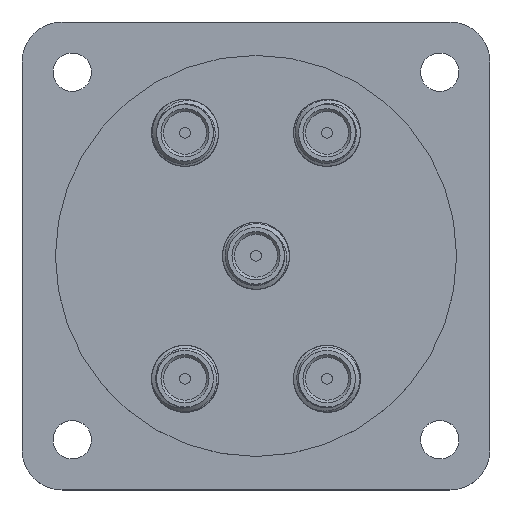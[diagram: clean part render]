
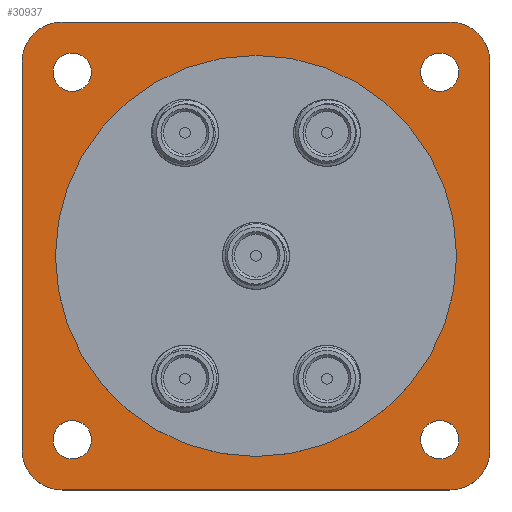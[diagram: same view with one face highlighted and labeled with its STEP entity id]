
A CAD part, top view. The second image highlights one B-rep face of the part: STEP entity #30937.
In plain terms, the highlighted planar face has unit normal (0, 0, 1).
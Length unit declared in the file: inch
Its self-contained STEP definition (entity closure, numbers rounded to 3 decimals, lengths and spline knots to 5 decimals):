
#334 = LINE ( 'NONE', #22082, #21780 ) ;
#630 = CIRCLE ( 'NONE', #22900, 0.15 ) ;
#970 = VERTEX_POINT ( 'NONE', #16347 ) ;
#1488 = ORIENTED_EDGE ( 'NONE', *, *, #11551, .T. ) ;
#1492 = VERTEX_POINT ( 'NONE', #26878 ) ;
#1981 = CARTESIAN_POINT ( 'NONE',  ( 0.875, 0.725, -0.09 ) ) ;
#2081 = VERTEX_POINT ( 'NONE', #12312 ) ;
#2178 = CARTESIAN_POINT ( 'NONE',  ( -0.687, -0.687, -0.09 ) ) ;
#2192 = EDGE_CURVE ( 'NONE', #6469, #11292, #334, .T. ) ;
#2217 = VERTEX_POINT ( 'NONE', #29897 ) ;
#2454 = CIRCLE ( 'NONE', #11764, 0.072 ) ;
#2705 = CARTESIAN_POINT ( 'NONE',  ( -0.725, -0.725, -0.09 ) ) ;
#2831 = ORIENTED_EDGE ( 'NONE', *, *, #11093, .T. ) ;
#2968 = FACE_BOUND ( 'NONE', #31298, .T. ) ;
#3123 = EDGE_CURVE ( 'NONE', #17598, #17598, #19728, .T. ) ;
#3711 = VERTEX_POINT ( 'NONE', #3874 ) ;
#3874 = CARTESIAN_POINT ( 'NONE',  ( 0.759, -0.687, -0.09 ) ) ;
#4099 = DIRECTION ( 'NONE',  ( 0., 0., 1. ) ) ;
#4228 = VERTEX_POINT ( 'NONE', #1981 ) ;
#4594 = CIRCLE ( 'NONE', #24249, 0.15 ) ;
#5084 = PLANE ( 'NONE',  #5596 ) ;
#5182 = LINE ( 'NONE', #15213, #25303 ) ;
#5462 = DIRECTION ( 'NONE',  ( -1., 0., 0. ) ) ;
#5534 = CIRCLE ( 'NONE', #27832, 0.15 ) ;
#5596 = AXIS2_PLACEMENT_3D ( 'NONE', #10088, #30377, #25022 ) ;
#6175 = EDGE_LOOP ( 'NONE', ( #1488, #18988, #11623, #28306, #17602, #6345, #25970, #2831 ) ) ;
#6228 = AXIS2_PLACEMENT_3D ( 'NONE', #13602, #6621, #16528 ) ;
#6345 = ORIENTED_EDGE ( 'NONE', *, *, #18418, .T. ) ;
#6469 = VERTEX_POINT ( 'NONE', #16742 ) ;
#6621 = DIRECTION ( 'NONE',  ( 0., 0., 1. ) ) ;
#6794 = EDGE_CURVE ( 'NONE', #4228, #2217, #5534, .T. ) ;
#7008 = DIRECTION ( 'NONE',  ( -1., 0., 0. ) ) ;
#7329 = DIRECTION ( 'NONE',  ( 0., 1., 0. ) ) ;
#7817 = ORIENTED_EDGE ( 'NONE', *, *, #23337, .F. ) ;
#7946 = FACE_BOUND ( 'NONE', #26431, .T. ) ;
#8156 = AXIS2_PLACEMENT_3D ( 'NONE', #19211, #24215, #7008 ) ;
#8315 = VERTEX_POINT ( 'NONE', #23090 ) ;
#8899 = DIRECTION ( 'NONE',  ( 0., 0., 1. ) ) ;
#9129 = CARTESIAN_POINT ( 'NONE',  ( -0.725, -0.875, -0.09 ) ) ;
#9494 = VECTOR ( 'NONE', #7329, 39.37008 ) ;
#10088 = CARTESIAN_POINT ( 'NONE',  ( 0., 0., -0.09 ) ) ;
#10497 = ORIENTED_EDGE ( 'NONE', *, *, #29726, .F. ) ;
#11093 = EDGE_CURVE ( 'NONE', #11292, #29803, #4594, .T. ) ;
#11292 = VERTEX_POINT ( 'NONE', #19981 ) ;
#11468 = DIRECTION ( 'NONE',  ( 0., 0., 1. ) ) ;
#11551 = EDGE_CURVE ( 'NONE', #29803, #970, #5182, .T. ) ;
#11582 = EDGE_LOOP ( 'NONE', ( #13974 ) ) ;
#11623 = ORIENTED_EDGE ( 'NONE', *, *, #20522, .T. ) ;
#11764 = AXIS2_PLACEMENT_3D ( 'NONE', #2178, #19067, #26854 ) ;
#11890 = EDGE_CURVE ( 'NONE', #970, #8315, #24798, .T. ) ;
#12312 = CARTESIAN_POINT ( 'NONE',  ( -0.75, 0., -0.09 ) ) ;
#12535 = FACE_BOUND ( 'NONE', #11582, .T. ) ;
#12693 = FACE_BOUND ( 'NONE', #22385, .T. ) ;
#12857 = FACE_BOUND ( 'NONE', #16036, .T. ) ;
#13029 = CARTESIAN_POINT ( 'NONE',  ( -0.615, 0.687, -0.09 ) ) ;
#13594 = VERTEX_POINT ( 'NONE', #30963 ) ;
#13602 = CARTESIAN_POINT ( 'NONE',  ( -0.687, 0.687, -0.09 ) ) ;
#13630 = CIRCLE ( 'NONE', #26066, 0.072 ) ;
#13761 = ORIENTED_EDGE ( 'NONE', *, *, #31844, .F. ) ;
#13974 = ORIENTED_EDGE ( 'NONE', *, *, #19897, .F. ) ;
#14210 = CIRCLE ( 'NONE', #26658, 0.072 ) ;
#14790 = FACE_OUTER_BOUND ( 'NONE', #6175, .T. ) ;
#15213 = CARTESIAN_POINT ( 'NONE',  ( -0.875, -0.875, -0.09 ) ) ;
#16036 = EDGE_LOOP ( 'NONE', ( #20813 ) ) ;
#16347 = CARTESIAN_POINT ( 'NONE',  ( 0.725, -0.875, -0.09 ) ) ;
#16528 = DIRECTION ( 'NONE',  ( 1., 0., 0. ) ) ;
#16685 = CARTESIAN_POINT ( 'NONE',  ( -0.725, 0.725, -0.09 ) ) ;
#16742 = CARTESIAN_POINT ( 'NONE',  ( -0.875, 0.725, -0.09 ) ) ;
#17033 = DIRECTION ( 'NONE',  ( 0., 0., 1. ) ) ;
#17598 = VERTEX_POINT ( 'NONE', #13029 ) ;
#17602 = ORIENTED_EDGE ( 'NONE', *, *, #27970, .T. ) ;
#18100 = DIRECTION ( 'NONE',  ( -1., 0., 0. ) ) ;
#18418 = EDGE_CURVE ( 'NONE', #1492, #6469, #630, .T. ) ;
#18846 = DIRECTION ( 'NONE',  ( -1., 0., 0. ) ) ;
#18849 = DIRECTION ( 'NONE',  ( 1., 0., 0. ) ) ;
#18988 = ORIENTED_EDGE ( 'NONE', *, *, #11890, .T. ) ;
#19067 = DIRECTION ( 'NONE',  ( 0., 0., 1. ) ) ;
#19211 = CARTESIAN_POINT ( 'NONE',  ( 0., 0., -0.09 ) ) ;
#19728 = CIRCLE ( 'NONE', #6228, 0.072 ) ;
#19894 = DIRECTION ( 'NONE',  ( 0., 0., 1. ) ) ;
#19897 = EDGE_CURVE ( 'NONE', #3711, #3711, #13630, .T. ) ;
#19981 = CARTESIAN_POINT ( 'NONE',  ( -0.875, -0.725, -0.09 ) ) ;
#20522 = EDGE_CURVE ( 'NONE', #8315, #4228, #26998, .T. ) ;
#20813 = ORIENTED_EDGE ( 'NONE', *, *, #3123, .F. ) ;
#20904 = DIRECTION ( 'NONE',  ( 1., 0., 0. ) ) ;
#20989 = CARTESIAN_POINT ( 'NONE',  ( -0.875, 0.875, -0.09 ) ) ;
#21119 = CARTESIAN_POINT ( 'NONE',  ( 0.687, 0.687, -0.09 ) ) ;
#21169 = AXIS2_PLACEMENT_3D ( 'NONE', #30902, #23420, #28493 ) ;
#21780 = VECTOR ( 'NONE', #31810, 39.37008 ) ;
#22082 = CARTESIAN_POINT ( 'NONE',  ( -0.875, -0.875, -0.09 ) ) ;
#22215 = CARTESIAN_POINT ( 'NONE',  ( -0.615, -0.687, -0.09 ) ) ;
#22385 = EDGE_LOOP ( 'NONE', ( #13761 ) ) ;
#22900 = AXIS2_PLACEMENT_3D ( 'NONE', #16685, #17033, #26758 ) ;
#23090 = CARTESIAN_POINT ( 'NONE',  ( 0.875, -0.725, -0.09 ) ) ;
#23337 = EDGE_CURVE ( 'NONE', #13594, #13594, #14210, .T. ) ;
#23420 = DIRECTION ( 'NONE',  ( 0., 0., 1. ) ) ;
#24215 = DIRECTION ( 'NONE',  ( 0., 0., 1. ) ) ;
#24249 = AXIS2_PLACEMENT_3D ( 'NONE', #2705, #19894, #18846 ) ;
#24798 = CIRCLE ( 'NONE', #21169, 0.15 ) ;
#24960 = DIRECTION ( 'NONE',  ( 1., 0., 0. ) ) ;
#25022 = DIRECTION ( 'NONE',  ( 0., -1., 0. ) ) ;
#25232 = LINE ( 'NONE', #20989, #30396 ) ;
#25303 = VECTOR ( 'NONE', #24960, 39.37008 ) ;
#25970 = ORIENTED_EDGE ( 'NONE', *, *, #2192, .T. ) ;
#26066 = AXIS2_PLACEMENT_3D ( 'NONE', #28549, #11468, #20904 ) ;
#26310 = CARTESIAN_POINT ( 'NONE',  ( 0.725, 0.725, -0.09 ) ) ;
#26431 = EDGE_LOOP ( 'NONE', ( #7817 ) ) ;
#26658 = AXIS2_PLACEMENT_3D ( 'NONE', #21119, #8899, #18849 ) ;
#26758 = DIRECTION ( 'NONE',  ( -1., 0., 0. ) ) ;
#26854 = DIRECTION ( 'NONE',  ( 1., 0., 0. ) ) ;
#26878 = CARTESIAN_POINT ( 'NONE',  ( -0.725, 0.875, -0.09 ) ) ;
#26998 = LINE ( 'NONE', #29604, #9494 ) ;
#27832 = AXIS2_PLACEMENT_3D ( 'NONE', #26310, #4099, #5462 ) ;
#27970 = EDGE_CURVE ( 'NONE', #2217, #1492, #25232, .T. ) ;
#28306 = ORIENTED_EDGE ( 'NONE', *, *, #6794, .T. ) ;
#28493 = DIRECTION ( 'NONE',  ( -1., 0., 0. ) ) ;
#28549 = CARTESIAN_POINT ( 'NONE',  ( 0.687, -0.687, -0.09 ) ) ;
#29461 = CIRCLE ( 'NONE', #8156, 0.75 ) ;
#29534 = VERTEX_POINT ( 'NONE', #22215 ) ;
#29604 = CARTESIAN_POINT ( 'NONE',  ( 0.875, -0.875, -0.09 ) ) ;
#29726 = EDGE_CURVE ( 'NONE', #29534, #29534, #2454, .T. ) ;
#29803 = VERTEX_POINT ( 'NONE', #9129 ) ;
#29897 = CARTESIAN_POINT ( 'NONE',  ( 0.725, 0.875, -0.09 ) ) ;
#30377 = DIRECTION ( 'NONE',  ( 0., 0., -1. ) ) ;
#30396 = VECTOR ( 'NONE', #18100, 39.37008 ) ;
#30902 = CARTESIAN_POINT ( 'NONE',  ( 0.725, -0.725, -0.09 ) ) ;
#30937 = ADVANCED_FACE ( 'NONE', ( #2968, #12535, #7946, #12857, #12693, #14790 ), #5084, .F. ) ;
#30963 = CARTESIAN_POINT ( 'NONE',  ( 0.759, 0.687, -0.09 ) ) ;
#31298 = EDGE_LOOP ( 'NONE', ( #10497 ) ) ;
#31810 = DIRECTION ( 'NONE',  ( 0., -1., 0. ) ) ;
#31844 = EDGE_CURVE ( 'NONE', #2081, #2081, #29461, .T. ) ;
